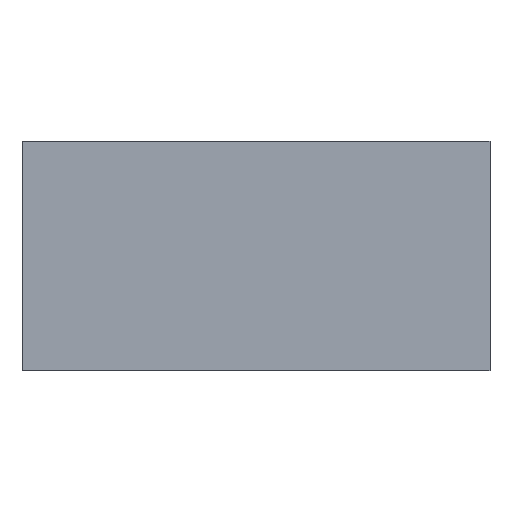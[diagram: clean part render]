
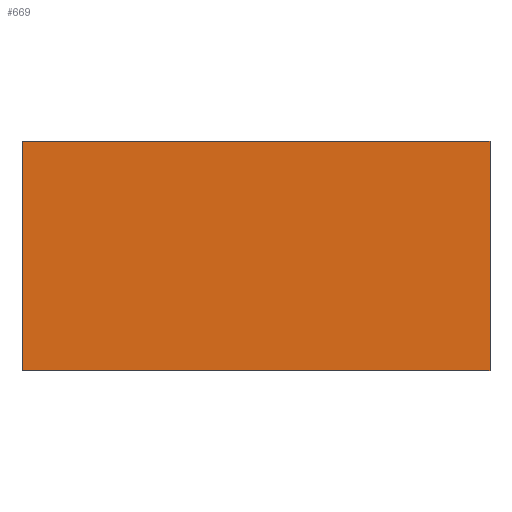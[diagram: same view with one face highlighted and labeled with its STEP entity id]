
A CAD part, top view. The second image highlights one B-rep face of the part: STEP entity #669.
In plain terms, the highlighted planar face has unit normal (0, 0, 1).
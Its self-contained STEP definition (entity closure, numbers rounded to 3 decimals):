
#67=FACE_OUTER_BOUND('',#109,.T.);
#109=EDGE_LOOP('',(#579,#580,#581,#582));
#185=LINE('',#1067,#269);
#188=LINE('',#1073,#272);
#191=LINE('',#1079,#275);
#194=LINE('',#1083,#278);
#269=VECTOR('',#883,10.);
#272=VECTOR('',#888,10.);
#275=VECTOR('',#893,10.);
#278=VECTOR('',#898,10.);
#329=VERTEX_POINT('',#1064);
#330=VERTEX_POINT('',#1066);
#332=VERTEX_POINT('',#1072);
#334=VERTEX_POINT('',#1078);
#409=EDGE_CURVE('',#330,#329,#185,.T.);
#412=EDGE_CURVE('',#332,#330,#188,.T.);
#415=EDGE_CURVE('',#334,#332,#191,.T.);
#418=EDGE_CURVE('',#329,#334,#194,.T.);
#579=ORIENTED_EDGE('',*,*,#418,.T.);
#580=ORIENTED_EDGE('',*,*,#415,.T.);
#581=ORIENTED_EDGE('',*,*,#412,.T.);
#582=ORIENTED_EDGE('',*,*,#409,.T.);
#627=PLANE('',#731);
#669=ADVANCED_FACE('',(#67),#627,.T.);
#731=AXIS2_PLACEMENT_3D('',#1084,#899,#900);
#883=DIRECTION('',(0.,-1.,0.));
#888=DIRECTION('',(-1.,0.,0.));
#893=DIRECTION('',(0.,1.,0.));
#898=DIRECTION('',(1.,0.,0.));
#899=DIRECTION('center_axis',(0.,0.,1.));
#900=DIRECTION('ref_axis',(1.,0.,0.));
#1064=CARTESIAN_POINT('',(-0.17,-0.33,4.04));
#1066=CARTESIAN_POINT('',(-0.17,20.97,4.04));
#1067=CARTESIAN_POINT('',(-0.17,-0.33,4.04));
#1072=CARTESIAN_POINT('',(43.23,20.97,4.04));
#1073=CARTESIAN_POINT('',(-0.17,20.97,4.04));
#1078=CARTESIAN_POINT('',(43.23,-0.33,4.04));
#1079=CARTESIAN_POINT('',(43.23,20.97,4.04));
#1083=CARTESIAN_POINT('',(43.23,-0.33,4.04));
#1084=CARTESIAN_POINT('Origin',(21.53,10.32,4.04));
